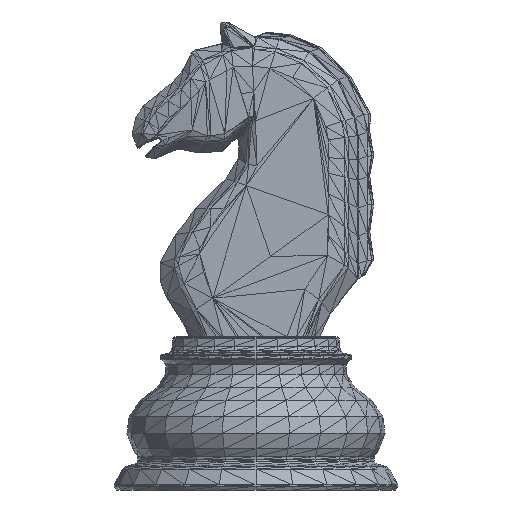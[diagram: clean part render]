
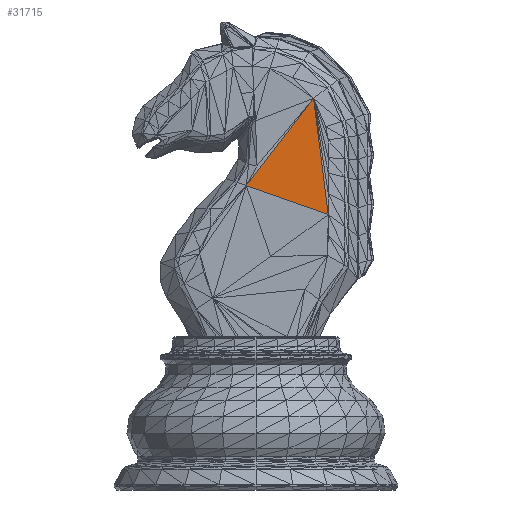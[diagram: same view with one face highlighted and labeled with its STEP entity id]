
A CAD part, front view. The second image highlights one B-rep face of the part: STEP entity #31715.
In plain terms, the highlighted planar face has unit normal (0.002, -1, 0).
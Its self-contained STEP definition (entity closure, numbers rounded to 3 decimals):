
#2218=PLANE('',#34407);
#4894=FACE_OUTER_BOUND('',#7570,.T.);
#7570=EDGE_LOOP('',(#28097,#28098,#28099));
#11487=LINE('',#51148,#15508);
#11491=LINE('',#51157,#15512);
#11492=LINE('',#51158,#15513);
#15508=VECTOR('',#42736,13.516);
#15512=VECTOR('',#42746,13.516);
#15513=VECTOR('',#42747,13.516);
#16797=VERTEX_POINT('',#48344);
#17324=VERTEX_POINT('',#51146);
#17326=VERTEX_POINT('',#51156);
#20887=EDGE_CURVE('',#16797,#17324,#11487,.T.);
#20891=EDGE_CURVE('',#17326,#16797,#11491,.T.);
#20892=EDGE_CURVE('',#17326,#17324,#11492,.T.);
#28097=ORIENTED_EDGE('',*,*,#20891,.T.);
#28098=ORIENTED_EDGE('',*,*,#20887,.T.);
#28099=ORIENTED_EDGE('',*,*,#20892,.F.);
#31715=ADVANCED_FACE('',(#4894),#2218,.T.);
#34407=AXIS2_PLACEMENT_3D('',#51155,#42744,#42745);
#42736=DIRECTION('',(0.943,0.002,-0.332));
#42744=DIRECTION('center_axis',(0.002,-1.,
0.));
#42745=DIRECTION('ref_axis',(0.,0.,-1.));
#42746=DIRECTION('',(-0.611,-0.001,-0.792));
#42747=DIRECTION('',(0.126,0.,-0.992));
#48344=CARTESIAN_POINT('',(-0.625,-2.523,19.434));
#51146=CARTESIAN_POINT('',(4.614,-2.514,17.589));
#51148=CARTESIAN_POINT('',(-0.625,-2.523,19.434));
#51155=CARTESIAN_POINT('Origin',(4.614,-2.514,17.589));
#51156=CARTESIAN_POINT('',(3.675,-2.514,25.011));
#51157=CARTESIAN_POINT('',(3.675,-2.514,25.011));
#51158=CARTESIAN_POINT('',(3.675,-2.514,25.011));
